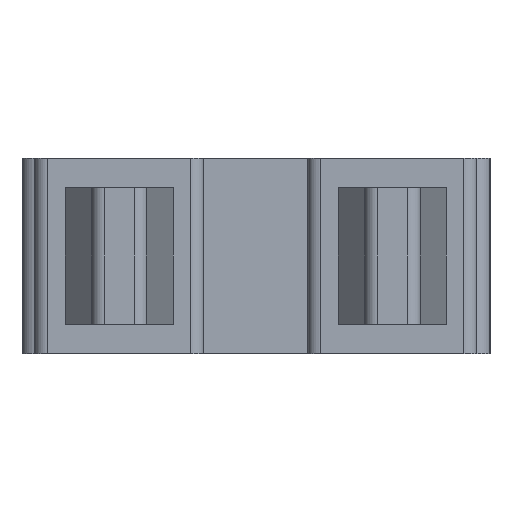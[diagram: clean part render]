
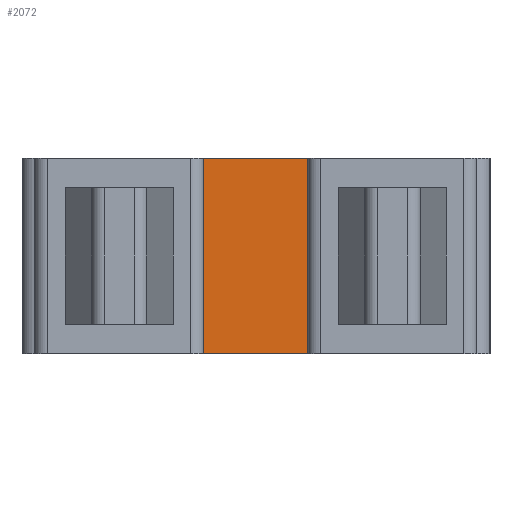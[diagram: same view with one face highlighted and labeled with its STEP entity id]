
A CAD part, front view. The second image highlights one B-rep face of the part: STEP entity #2072.
In plain terms, the highlighted planar face has unit normal (0, -1, 0).
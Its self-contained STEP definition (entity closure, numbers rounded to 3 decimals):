
#177=DIRECTION('',(1.,0.,0.));
#178=VECTOR('',#177,1.6);
#179=CARTESIAN_POINT('',(-0.8,5.35,-1.5));
#180=LINE('',#179,#178);
#539=DIRECTION('',(1.,0.,0.));
#540=VECTOR('',#539,1.6);
#541=CARTESIAN_POINT('',(-0.8,5.35,1.5));
#542=LINE('',#541,#540);
#706=DIRECTION('',(0.,0.,1.));
#707=VECTOR('',#706,3.);
#708=CARTESIAN_POINT('',(0.8,5.35,-1.5));
#709=LINE('',#708,#707);
#710=DIRECTION('',(0.,0.,1.));
#711=VECTOR('',#710,3.);
#712=CARTESIAN_POINT('',(-0.8,5.35,-1.5));
#713=LINE('',#712,#711);
#846=CARTESIAN_POINT('',(-0.8,5.35,-1.5));
#847=VERTEX_POINT('',#846);
#848=CARTESIAN_POINT('',(0.8,5.35,-1.5));
#849=VERTEX_POINT('',#848);
#926=CARTESIAN_POINT('',(-0.8,5.35,1.5));
#927=VERTEX_POINT('',#926);
#928=CARTESIAN_POINT('',(0.8,5.35,1.5));
#929=VERTEX_POINT('',#928);
#2060=CARTESIAN_POINT('',(-0.8,5.35,-1.5));
#2061=DIRECTION('',(0.,-1.,0.));
#2062=DIRECTION('',(1.,0.,0.));
#2063=AXIS2_PLACEMENT_3D('',#2060,#2061,#2062);
#2064=PLANE('',#2063);
#2065=ORIENTED_EDGE('',*,*,#1169,.F.);
#2067=ORIENTED_EDGE('',*,*,#2066,.T.);
#2068=ORIENTED_EDGE('',*,*,#1991,.T.);
#2069=ORIENTED_EDGE('',*,*,#2053,.F.);
#2070=EDGE_LOOP('',(#2065,#2067,#2068,#2069));
#2071=FACE_OUTER_BOUND('',#2070,.F.);
#1169=EDGE_CURVE('',#847,#849,#180,.T.);
#1991=EDGE_CURVE('',#927,#929,#542,.T.);
#2053=EDGE_CURVE('',#849,#929,#709,.T.);
#2066=EDGE_CURVE('',#847,#927,#713,.T.);
#2072=ADVANCED_FACE('',(#2071),#2064,.T.);
